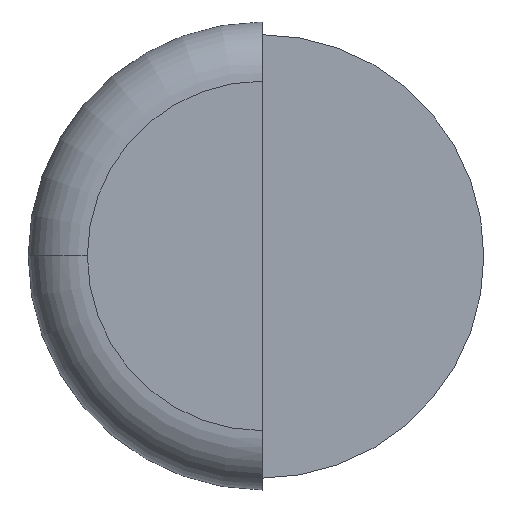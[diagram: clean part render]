
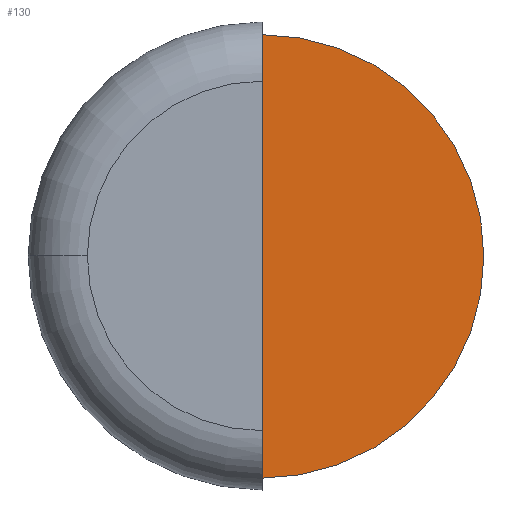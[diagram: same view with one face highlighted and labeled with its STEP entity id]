
A CAD part, top view. The second image highlights one B-rep face of the part: STEP entity #130.
In plain terms, the highlighted planar face has unit normal (0, 0, 1).
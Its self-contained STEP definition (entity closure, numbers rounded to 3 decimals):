
#4 = PLANE ( 'NONE',  #354 ) ;
#8 = DIRECTION ( 'NONE',  ( 1., 0., 0. ) ) ;
#54 = CARTESIAN_POINT ( 'NONE',  ( 0., 0., 95. ) ) ;
#64 = AXIS2_PLACEMENT_3D ( 'NONE', #54, #583, #320 ) ;
#83 = VERTEX_POINT ( 'NONE', #448 ) ;
#113 = AXIS2_PLACEMENT_3D ( 'NONE', #263, #416, #8 ) ;
#120 = VERTEX_POINT ( 'NONE', #658 ) ;
#130 = ADVANCED_FACE ( 'NONE', ( #191 ), #4, .T. ) ;
#137 = DIRECTION ( 'NONE',  ( 0., 0., 1. ) ) ;
#147 = DIRECTION ( 'NONE',  ( 0., -1., 0. ) ) ;
#151 = EDGE_LOOP ( 'NONE', ( #427, #264, #215 ) ) ;
#158 = EDGE_CURVE ( 'NONE', #120, #163, #244, .T. ) ;
#163 = VERTEX_POINT ( 'NONE', #250 ) ;
#191 = FACE_OUTER_BOUND ( 'NONE', #151, .T. ) ;
#215 = ORIENTED_EDGE ( 'NONE', *, *, #563, .T. ) ;
#244 = LINE ( 'NONE', #341, #259 ) ;
#247 = CARTESIAN_POINT ( 'NONE',  ( 0., 0., 95. ) ) ;
#250 = CARTESIAN_POINT ( 'NONE',  ( 0., -18.69, 95. ) ) ;
#259 = VECTOR ( 'NONE', #147, 1000. ) ;
#263 = CARTESIAN_POINT ( 'NONE',  ( 0., 0., 95. ) ) ;
#264 = ORIENTED_EDGE ( 'NONE', *, *, #568, .T. ) ;
#287 = DIRECTION ( 'NONE',  ( 1., 0., 0. ) ) ;
#320 = DIRECTION ( 'NONE',  ( 1., 0., 0. ) ) ;
#341 = CARTESIAN_POINT ( 'NONE',  ( 0., 0., 95. ) ) ;
#354 = AXIS2_PLACEMENT_3D ( 'NONE', #247, #137, #287 ) ;
#365 = CIRCLE ( 'NONE', #64, 18.69 ) ;
#416 = DIRECTION ( 'NONE',  ( 0., 0., 1. ) ) ;
#427 = ORIENTED_EDGE ( 'NONE', *, *, #158, .T. ) ;
#448 = CARTESIAN_POINT ( 'NONE',  ( 18.69, 0., 95. ) ) ;
#563 = EDGE_CURVE ( 'NONE', #83, #120, #574, .T. ) ;
#568 = EDGE_CURVE ( 'NONE', #163, #83, #365, .T. ) ;
#574 = CIRCLE ( 'NONE', #113, 18.69 ) ;
#583 = DIRECTION ( 'NONE',  ( 0., 0., 1. ) ) ;
#658 = CARTESIAN_POINT ( 'NONE',  ( 0., 18.69, 95. ) ) ;
